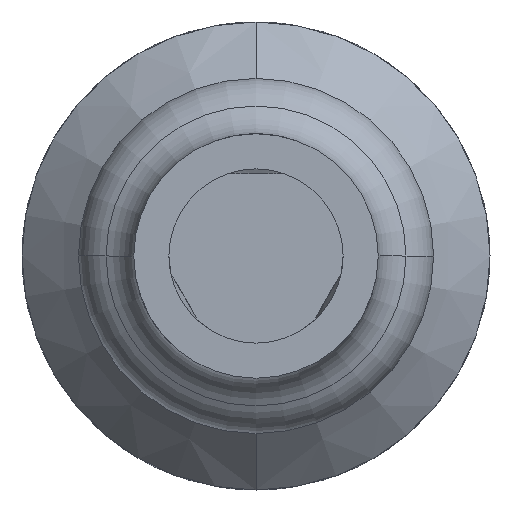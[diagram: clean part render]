
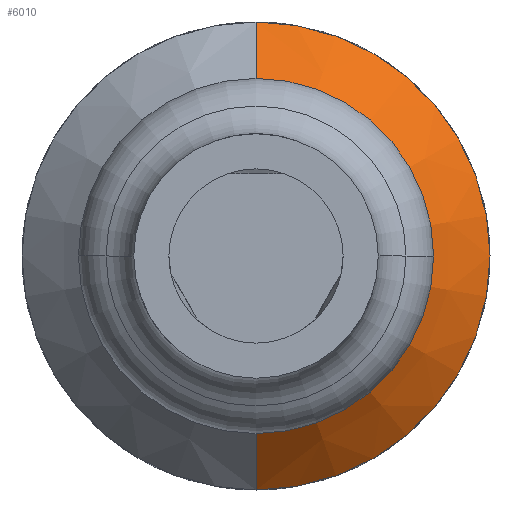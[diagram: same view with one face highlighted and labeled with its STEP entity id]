
A CAD part, front view. The second image highlights one B-rep face of the part: STEP entity #6010.
In plain terms, the highlighted conical face has half-angle 45 degrees and reference radius 0.45 mm.
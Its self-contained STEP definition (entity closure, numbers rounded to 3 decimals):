
#68 = FACE_OUTER_BOUND ( 'NONE', #6866, .T. ) ;
#188 = DIRECTION ( 'NONE',  ( 0., 1., 0. ) ) ;
#310 = CARTESIAN_POINT ( 'NONE',  ( 0., 6.4, 0.45 ) ) ;
#1199 = VECTOR ( 'NONE', #6217, 1000. ) ;
#1709 = AXIS2_PLACEMENT_3D ( 'NONE', #4967, #3809, #2681 ) ;
#1802 = ORIENTED_EDGE ( 'NONE', *, *, #2745, .T. ) ;
#2294 = AXIS2_PLACEMENT_3D ( 'NONE', #5246, #188, #5798 ) ;
#2364 = CIRCLE ( 'NONE', #2294, 0.45 ) ;
#2635 = VECTOR ( 'NONE', #6591, 1000. ) ;
#2681 = DIRECTION ( 'NONE',  ( 0., 0., 1. ) ) ;
#2745 = EDGE_CURVE ( 'Defeature ausgef�hrt1_14+Defeature ausgef�hrt1_0+Defeature ausgef�hrt1_0+Defeature ausgef�hrt1_0', #6508, #3030, #2364, .T. ) ;
#2869 = EDGE_CURVE ( 'NONE', #6508, #7284, #5657, .T. ) ;
#2969 = CARTESIAN_POINT ( 'NONE',  ( 0., 6.85, -0.9 ) ) ;
#3030 = VERTEX_POINT ( 'NONE', #3813 ) ;
#3043 = ORIENTED_EDGE ( 'NONE', *, *, #2869, .F. ) ;
#3567 = ORIENTED_EDGE ( 'NONE', *, *, #6556, .T. ) ;
#3809 = DIRECTION ( 'NONE',  ( 0., 1., 0. ) ) ;
#3813 = CARTESIAN_POINT ( 'NONE',  ( 0., 6.4, -0.45 ) ) ;
#4372 = AXIS2_PLACEMENT_3D ( 'NONE', #6277, #5200, #6325 ) ;
#4536 = CARTESIAN_POINT ( 'NONE',  ( 0., 6.4, 0.45 ) ) ;
#4890 = ORIENTED_EDGE ( 'NONE', *, *, #6662, .F. ) ;
#4918 = LINE ( 'NONE', #7337, #1199 ) ;
#4945 = VERTEX_POINT ( 'NONE', #2969 ) ;
#4967 = CARTESIAN_POINT ( 'NONE',  ( 0., 6.85, 0. ) ) ;
#5090 = CIRCLE ( 'NONE', #1709, 0.9 ) ;
#5200 = DIRECTION ( 'NONE',  ( 0., 1., 0. ) ) ;
#5246 = CARTESIAN_POINT ( 'NONE',  ( 0., 6.4, 0. ) ) ;
#5657 = LINE ( 'NONE', #310, #2635 ) ;
#5725 = CARTESIAN_POINT ( 'NONE',  ( 0., 6.85, 0.9 ) ) ;
#5798 = DIRECTION ( 'NONE',  ( 0., 0., 1. ) ) ;
#6010 = ADVANCED_FACE ( 'Defeature ausgef�hrt1_14', ( #68 ), #7138, .T. ) ;
#6217 = DIRECTION ( 'NONE',  ( 0., 0.707, -0.707 ) ) ;
#6277 = CARTESIAN_POINT ( 'NONE',  ( 0., 6.4, 0. ) ) ;
#6325 = DIRECTION ( 'NONE',  ( 0., 0., 1. ) ) ;
#6508 = VERTEX_POINT ( 'NONE', #4536 ) ;
#6556 = EDGE_CURVE ( 'NONE', #3030, #4945, #4918, .T. ) ;
#6591 = DIRECTION ( 'NONE',  ( 0., 0.707, 0.707 ) ) ;
#6662 = EDGE_CURVE ( 'Defeature ausgef�hrt1_15+Defeature ausgef�hrt1_14+Defeature ausgef�hrt1_14+Defeature ausgef�hrt1_14', #7284, #4945, #5090, .T. ) ;
#6866 = EDGE_LOOP ( 'NONE', ( #1802, #3567, #4890, #3043 ) ) ;
#7138 = CONICAL_SURFACE ( 'NONE', #4372, 0.45, 0.785 ) ;
#7284 = VERTEX_POINT ( 'NONE', #5725 ) ;
#7337 = CARTESIAN_POINT ( 'NONE',  ( 0., 6.4, -0.45 ) ) ;
